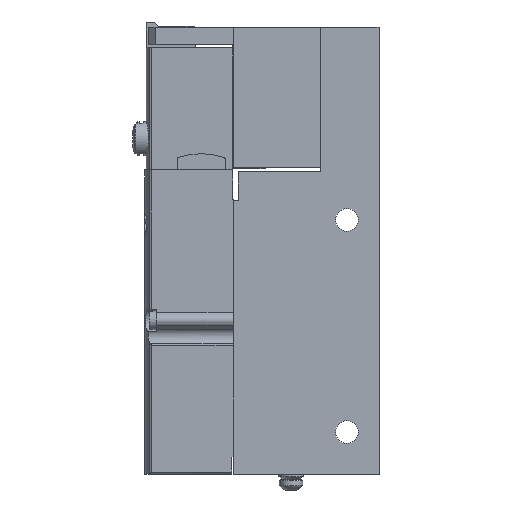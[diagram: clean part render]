
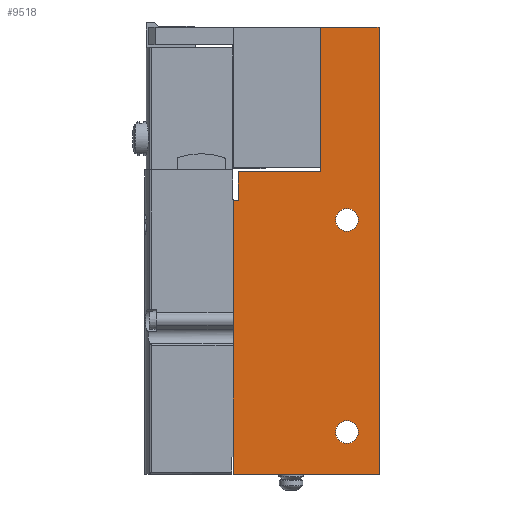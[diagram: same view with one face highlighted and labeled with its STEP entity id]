
A CAD part, left-side view. The second image highlights one B-rep face of the part: STEP entity #9518.
In plain terms, the highlighted planar face has unit normal (-1, 0, 0).
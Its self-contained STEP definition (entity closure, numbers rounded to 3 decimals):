
#391=LINE('',#14208,#1262);
#394=LINE('',#14214,#1265);
#397=LINE('',#14224,#1268);
#402=LINE('',#14236,#1273);
#404=LINE('',#14246,#1275);
#409=LINE('',#14256,#1280);
#413=LINE('',#14264,#1284);
#416=LINE('',#14272,#1287);
#1262=VECTOR('',#11270,1000.);
#1265=VECTOR('',#11275,1000.);
#1268=VECTOR('',#11284,1000.);
#1273=VECTOR('',#11293,1000.);
#1275=VECTOR('',#11303,1000.);
#1280=VECTOR('',#11310,1000.);
#1284=VECTOR('',#11316,1000.);
#1287=VECTOR('',#11323,1000.);
#2179=ORIENTED_EDGE('',*,*,#4851,.T.);
#2180=ORIENTED_EDGE('',*,*,#4852,.T.);
#2181=ORIENTED_EDGE('',*,*,#4816,.F.);
#2182=ORIENTED_EDGE('',*,*,#4848,.F.);
#2183=ORIENTED_EDGE('',*,*,#4844,.F.);
#2184=ORIENTED_EDGE('',*,*,#4840,.F.);
#2185=ORIENTED_EDGE('',*,*,#4835,.F.);
#2186=ORIENTED_EDGE('',*,*,#4830,.F.);
#2187=ORIENTED_EDGE('',*,*,#4824,.F.);
#2188=ORIENTED_EDGE('',*,*,#4819,.F.);
#4816=EDGE_CURVE('',#6156,#6157,#391,.T.);
#4819=EDGE_CURVE('',#6157,#6159,#394,.T.);
#4824=EDGE_CURVE('',#6159,#6163,#397,.T.);
#4830=EDGE_CURVE('',#6163,#6168,#402,.T.);
#4835=EDGE_CURVE('',#6168,#6172,#404,.T.);
#4840=EDGE_CURVE('',#6172,#6176,#409,.T.);
#4844=EDGE_CURVE('',#6176,#6179,#413,.T.);
#4848=EDGE_CURVE('',#6179,#6156,#416,.T.);
#4851=EDGE_CURVE('',#6183,#6183,#7104,.T.);
#4852=EDGE_CURVE('',#6184,#6184,#7105,.T.);
#6156=VERTEX_POINT('',#14207);
#6157=VERTEX_POINT('',#14209);
#6159=VERTEX_POINT('',#14215);
#6163=VERTEX_POINT('',#14225);
#6168=VERTEX_POINT('',#14237);
#6172=VERTEX_POINT('',#14247);
#6176=VERTEX_POINT('',#14257);
#6179=VERTEX_POINT('',#14265);
#6183=VERTEX_POINT('',#14278);
#6184=VERTEX_POINT('',#14280);
#7104=CIRCLE('',#10245,2.75);
#7105=CIRCLE('',#10246,2.75);
#7512=EDGE_LOOP('',(#2179));
#7513=EDGE_LOOP('',(#2180));
#7514=EDGE_LOOP('',(#2181,#2182,#2183,#2184,#2185,#2186,#2187,#2188));
#8326=FACE_BOUND('',#7512,.T.);
#8327=FACE_BOUND('',#7513,.T.);
#8328=FACE_BOUND('',#7514,.T.);
#9141=PLANE('',#10244);
#9518=ADVANCED_FACE('',(#8326,#8327,#8328),#9141,.F.);
#10244=AXIS2_PLACEMENT_3D('',#14276,#11326,#11327);
#10245=AXIS2_PLACEMENT_3D('',#14277,#11328,#11329);
#10246=AXIS2_PLACEMENT_3D('',#14279,#11330,#11331);
#11270=DIRECTION('',(0.,0.,1.));
#11275=DIRECTION('',(0.,-1.,0.));
#11284=DIRECTION('',(0.,0.,-1.));
#11293=DIRECTION('',(0.,1.,0.));
#11303=DIRECTION('',(0.,0.,1.));
#11310=DIRECTION('',(0.,-1.,0.));
#11316=DIRECTION('',(0.,0.,1.));
#11323=DIRECTION('',(0.,-1.,0.));
#11326=DIRECTION('',(1.,0.,0.));
#11327=DIRECTION('',(0.,0.,-1.));
#11328=DIRECTION('',(1.,0.,0.));
#11329=DIRECTION('',(0.,0.,-1.));
#11330=DIRECTION('',(1.,0.,0.));
#11331=DIRECTION('',(0.,0.,-1.));
#14207=CARTESIAN_POINT('',(-24.4,14.05,36.7));
#14208=CARTESIAN_POINT('',(-24.4,14.05,36.7));
#14209=CARTESIAN_POINT('',(-24.4,14.05,71.4));
#14214=CARTESIAN_POINT('',(-24.4,14.05,71.4));
#14215=CARTESIAN_POINT('',(-24.4,0.,71.4));
#14224=CARTESIAN_POINT('',(-24.4,0.,71.4));
#14225=CARTESIAN_POINT('',(-24.4,0.,-35.9));
#14236=CARTESIAN_POINT('',(-24.4,0.,-35.9));
#14237=CARTESIAN_POINT('',(-24.4,35.,-35.9));
#14246=CARTESIAN_POINT('',(-24.4,35.,-35.9));
#14247=CARTESIAN_POINT('',(-24.4,35.,29.75));
#14256=CARTESIAN_POINT('',(-24.4,35.,29.75));
#14257=CARTESIAN_POINT('',(-24.4,33.75,29.75));
#14264=CARTESIAN_POINT('',(-24.4,33.75,29.75));
#14265=CARTESIAN_POINT('',(-24.4,33.75,36.7));
#14272=CARTESIAN_POINT('',(-24.4,33.75,36.7));
#14276=CARTESIAN_POINT('',(-24.4,0.,0.));
#14277=CARTESIAN_POINT('',(-24.4,7.7,25.1));
#14278=CARTESIAN_POINT('',(-24.4,7.7,22.35));
#14279=CARTESIAN_POINT('',(-24.4,7.7,-25.8));
#14280=CARTESIAN_POINT('',(-24.4,7.7,-28.55));
